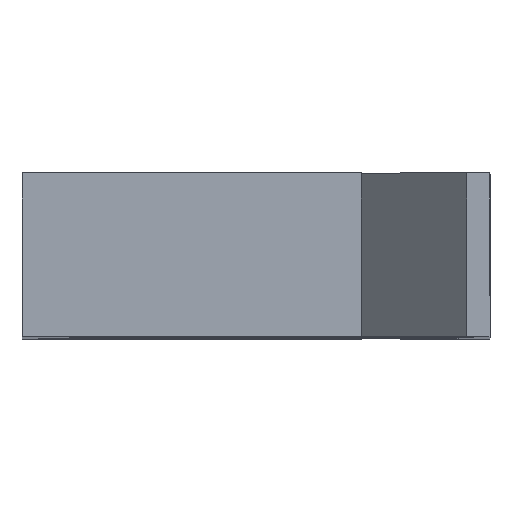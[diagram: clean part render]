
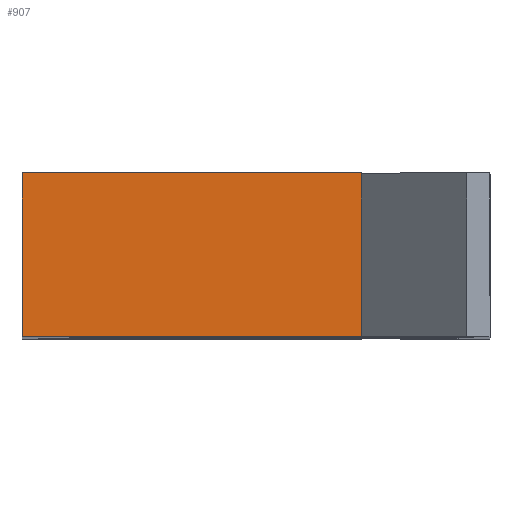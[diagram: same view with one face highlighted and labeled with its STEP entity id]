
A CAD part, top view. The second image highlights one B-rep face of the part: STEP entity #907.
In plain terms, the highlighted planar face has unit normal (0, 0, 1).
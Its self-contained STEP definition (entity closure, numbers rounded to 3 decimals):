
#99=FACE_OUTER_BOUND('',#155,.T.);
#155=EDGE_LOOP('',(#769,#770,#771,#772));
#252=LINE('',#1478,#356);
#254=LINE('',#1482,#358);
#255=LINE('',#1484,#359);
#256=LINE('',#1485,#360);
#356=VECTOR('',#1219,10.);
#358=VECTOR('',#1223,10.);
#359=VECTOR('',#1224,10.);
#360=VECTOR('',#1225,10.);
#441=VERTEX_POINT('',#1475);
#442=VERTEX_POINT('',#1477);
#443=VERTEX_POINT('',#1481);
#444=VERTEX_POINT('',#1483);
#554=EDGE_CURVE('',#441,#442,#252,.T.);
#556=EDGE_CURVE('',#443,#441,#254,.T.);
#557=EDGE_CURVE('',#443,#444,#255,.T.);
#558=EDGE_CURVE('',#444,#442,#256,.T.);
#769=ORIENTED_EDGE('',*,*,#556,.F.);
#770=ORIENTED_EDGE('',*,*,#557,.T.);
#771=ORIENTED_EDGE('',*,*,#558,.T.);
#772=ORIENTED_EDGE('',*,*,#554,.F.);
#852=PLANE('',#998);
#907=ADVANCED_FACE('',(#99),#852,.F.);
#998=AXIS2_PLACEMENT_3D('',#1480,#1221,#1222);
#1219=DIRECTION('',(0.,-1.,0.));
#1221=DIRECTION('center_axis',(0.,0.,-1.));
#1222=DIRECTION('ref_axis',(1.,0.,0.));
#1223=DIRECTION('',(1.,0.,0.));
#1224=DIRECTION('',(0.,-1.,0.));
#1225=DIRECTION('',(1.,0.,0.));
#1475=CARTESIAN_POINT('',(-5.513,0.,60.));
#1477=CARTESIAN_POINT('',(-5.513,-7.,60.));
#1478=CARTESIAN_POINT('',(-5.513,0.,60.));
#1480=CARTESIAN_POINT('Origin',(-20.,0.,60.));
#1481=CARTESIAN_POINT('',(-20.,0.,60.));
#1482=CARTESIAN_POINT('',(-20.,0.,60.));
#1483=CARTESIAN_POINT('',(-20.,-7.,60.));
#1484=CARTESIAN_POINT('',(-20.,0.,60.));
#1485=CARTESIAN_POINT('',(-20.,-7.,60.));
